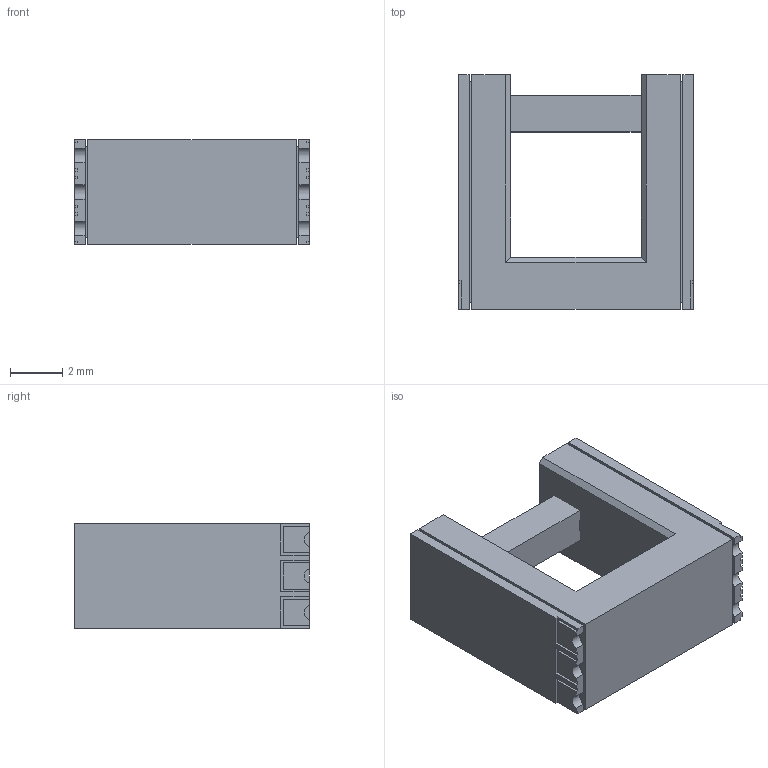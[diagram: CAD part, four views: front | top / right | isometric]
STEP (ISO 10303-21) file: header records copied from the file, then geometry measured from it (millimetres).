
FILE_DESCRIPTION(/* description */ (''),/* implementation_level */ '2;1');
FILE_NAME(/* name */ 'EE_SX3350.step',/* time_stamp */ '2020-02-21T01:21:31-08:00',/* author */ (''),/* organization */ (''),/* preprocessor_version */ 'ST-DEVELOPER v18',/* originating_system */ 'Autodesk Translation Framework v8.12.0.6',/* authorisation */ '');
FILE_SCHEMA (('AUTOMOTIVE_DESIGN { 1 0 10303 214 3 1 1 }'));
Length unit declared in the file: millimetre
Products named in the file (1): EE_SX3350
Bounding box: 9 x 9 x 4 mm (x, y, z)
Volume: 191.6 mm3; surface area: 355.5 mm2
Topology: 2 solids, 2 shells, 108 faces, 290 edges, 192 vertices
Faces by surface type: plane 102, cylinder 6
Entity records: 3397 total; most frequent: CARTESIAN_POINT 591, ORIENTED_EDGE 580, DIRECTION 520, EDGE_CURVE 290, LINE 278, VECTOR 278, VERTEX_POINT 192, AXIS2_PLACEMENT_3D 121
